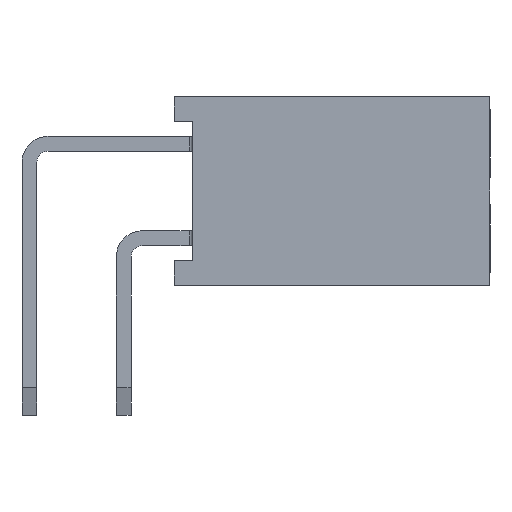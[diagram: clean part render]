
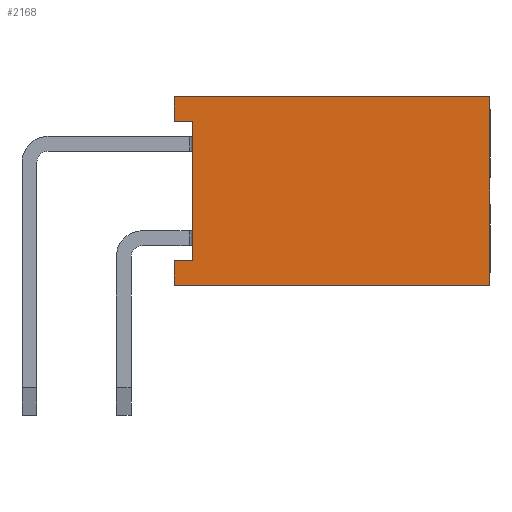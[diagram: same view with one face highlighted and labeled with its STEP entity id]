
A CAD part, left-side view. The second image highlights one B-rep face of the part: STEP entity #2168.
In plain terms, the highlighted planar face has unit normal (-1, 0, 0).
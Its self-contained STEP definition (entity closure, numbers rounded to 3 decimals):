
#2168=ADVANCED_FACE('',(#21700),#21702,.T.);
#21700=FACE_BOUND('',#21701,.T.);
#21701=EDGE_LOOP('',(#37305,#37306,#37307,#37308,#37309,#37310,#37311,#37312));
#21702=PLANE('',#21703);
#21703=AXIS2_PLACEMENT_3D('',#21704,#21705,#21706);
#21704=CARTESIAN_POINT('',(-1.27,-1.36,5.08));
#21705=DIRECTION('',(-1.,0.,0.));
#21706=DIRECTION('',(0.,0.,-1.));
#37305=ORIENTED_EDGE('',*,*,#48937,.T.);
#37306=ORIENTED_EDGE('',*,*,#48938,.T.);
#37307=ORIENTED_EDGE('',*,*,#48939,.T.);
#37308=ORIENTED_EDGE('',*,*,#48940,.F.);
#37309=ORIENTED_EDGE('',*,*,#48941,.F.);
#37310=ORIENTED_EDGE('',*,*,#48942,.T.);
#37311=ORIENTED_EDGE('',*,*,#48943,.T.);
#37312=ORIENTED_EDGE('',*,*,#48413,.T.);
#48413=EDGE_CURVE('',#55021,#55022,#55023,.T.);
#48937=EDGE_CURVE('',#55022,#55853,#55854,.F.);
#48938=EDGE_CURVE('',#55853,#55855,#55856,.T.);
#48939=EDGE_CURVE('',#55855,#55857,#55858,.T.);
#48940=EDGE_CURVE('',#55859,#55857,#55860,.T.);
#48941=EDGE_CURVE('',#55861,#55859,#55862,.T.);
#48942=EDGE_CURVE('',#55861,#55863,#55864,.T.);
#48943=EDGE_CURVE('',#55863,#55021,#55865,.F.);
#55021=VERTEX_POINT('',#66237);
#55022=VERTEX_POINT('',#66238);
#55023=LINE('',#66239,#66240);
#55853=VERTEX_POINT('',#68117);
#55854=LINE('',#68118,#68119);
#55855=VERTEX_POINT('',#68121);
#55856=LINE('',#68122,#68123);
#55857=VERTEX_POINT('',#68125);
#55858=LINE('',#68126,#68127);
#55859=VERTEX_POINT('',#68129);
#55860=LINE('',#68130,#68131);
#55861=VERTEX_POINT('',#68133);
#55862=LINE('',#68134,#68135);
#55863=VERTEX_POINT('',#68137);
#55864=LINE('',#68138,#68139);
#55865=LINE('',#68141,#68142);
#66237=CARTESIAN_POINT('',(-1.27,-1.86,4.41));
#66238=CARTESIAN_POINT('',(-1.27,-1.86,0.67));
#66239=CARTESIAN_POINT('',(-1.27,-1.86,4.41));
#66240=VECTOR('',#66241,1.);
#66241=DIRECTION('',(0.,0.,-1.));
#68117=CARTESIAN_POINT('',(-1.27,-1.36,0.67));
#68118=CARTESIAN_POINT('',(-1.27,-1.36,0.67));
#68119=VECTOR('',#68120,1.);
#68120=DIRECTION('',(0.,-1.,0.));
#68121=CARTESIAN_POINT('',(-1.27,-1.36,0.));
#68122=CARTESIAN_POINT('',(-1.27,-1.36,0.67));
#68123=VECTOR('',#68124,1.);
#68124=DIRECTION('',(0.,0.,-1.));
#68125=CARTESIAN_POINT('',(-1.27,-9.86,0.));
#68126=CARTESIAN_POINT('',(-1.27,-1.36,0.));
#68127=VECTOR('',#68128,1.);
#68128=DIRECTION('',(0.,-1.,0.));
#68129=CARTESIAN_POINT('',(-1.27,-9.86,5.08));
#68130=CARTESIAN_POINT('',(-1.27,-9.86,5.08));
#68131=VECTOR('',#68132,1.);
#68132=DIRECTION('',(0.,0.,-1.));
#68133=CARTESIAN_POINT('',(-1.27,-1.36,5.08));
#68134=CARTESIAN_POINT('',(-1.27,-1.36,5.08));
#68135=VECTOR('',#68136,1.);
#68136=DIRECTION('',(0.,-1.,0.));
#68137=CARTESIAN_POINT('',(-1.27,-1.36,4.41));
#68138=CARTESIAN_POINT('',(-1.27,-1.36,5.08));
#68139=VECTOR('',#68140,1.);
#68140=DIRECTION('',(0.,0.,-1.));
#68141=CARTESIAN_POINT('',(-1.27,-1.86,4.41));
#68142=VECTOR('',#68143,1.);
#68143=DIRECTION('',(0.,1.,0.));
